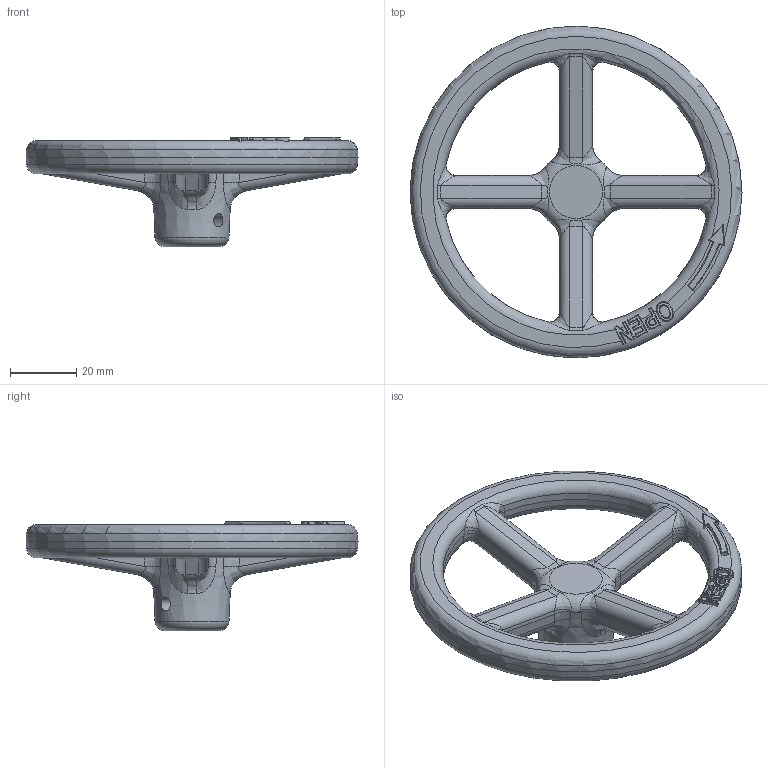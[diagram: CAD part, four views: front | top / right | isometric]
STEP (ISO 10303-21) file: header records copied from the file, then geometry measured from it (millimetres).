
FILE_DESCRIPTION(/* description */ ('Unknown'),/* implementation_level */ '2;1');
FILE_NAME(/* name */ '242-01416-1 M',/* time_stamp */ '2017-06-09T09:51:26+02:00',/* author */ ('Unknown'),/* organization */ ('Unknown'),/* preprocessor_version */ 'ST-DEVELOPER v16.7',/* originating_system */ 'DEX',/* authorisation */ $);
FILE_SCHEMA (('AUTOMOTIVE_DESIGN { 1 0 10303 214 3 1 1 }','AUTOMOTIVE_DESIGN {1 0 10303 214 3 1 1}'));
Length unit declared in the file: millimetre
Products named in the file (1): 242-01416-1 M
Bounding box: 100 x 100 x 33 mm (x, y, z)
Volume: 44910.2 mm3; surface area: 16553.3 mm2
Topology: 1 solids, 1 shells, 342 faces, 867 edges, 498 vertices
Faces by surface type: bspline 135, cylinder 81, plane 72, sphere 24, cone 18, torus 12
Full cylindrical faces by diameter (mm): 4 x2, 12 x1
Entity records: 15092 total; most frequent: CARTESIAN_POINT 5773, ORIENTED_EDGE 1628, DIRECTION 1184, EDGE_CURVE 814, AXIS2_PLACEMENT_3D 499, VERTEX_POINT 486, FACE_BOUND 366, EDGE_LOOP 365
